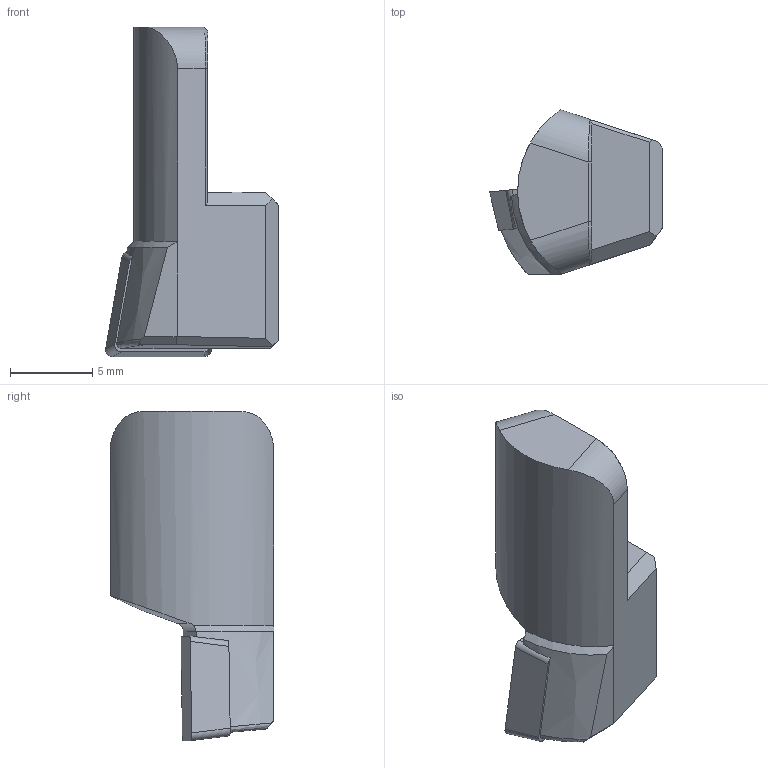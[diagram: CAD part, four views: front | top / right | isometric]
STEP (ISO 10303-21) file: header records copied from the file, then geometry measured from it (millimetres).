
FILE_DESCRIPTION(/* description */ (''),/* implementation_level */ '2;1');
FILE_NAME(/* name */ 'A765R2.stp',/* time_stamp */ '2017-10-23T16:42:22+05:00',/* author */ (''),/* organization */ (''),/* preprocessor_version */ 'ST-DEVELOPER v16',/* originating_system */ 'SIEMENS PLM Software NX 11.0',/* authorisation */ '');
FILE_SCHEMA (('AUTOMOTIVE_DESIGN { 1 0 10303 214 3 1 1 1 }'));
Length unit declared in the file: millimetre
Products named in the file (1): A765R2
Bounding box: 10.5 x 9.96 x 20 mm (x, y, z)
Volume: 800.5 mm3; surface area: 735.8 mm2
Topology: 2 solids, 2 shells, 48 faces, 125 edges, 81 vertices
Faces by surface type: plane 35, cylinder 8, bspline 3, cone 2
Entity records: 1876 total; most frequent: CARTESIAN_POINT 677, ORIENTED_EDGE 250, DIRECTION 214, EDGE_CURVE 125, LINE 86, VECTOR 86, VERTEX_POINT 81, AXIS2_PLACEMENT_3D 64
